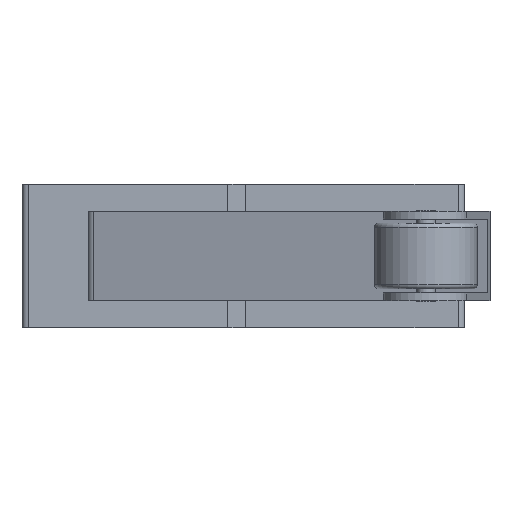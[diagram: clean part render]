
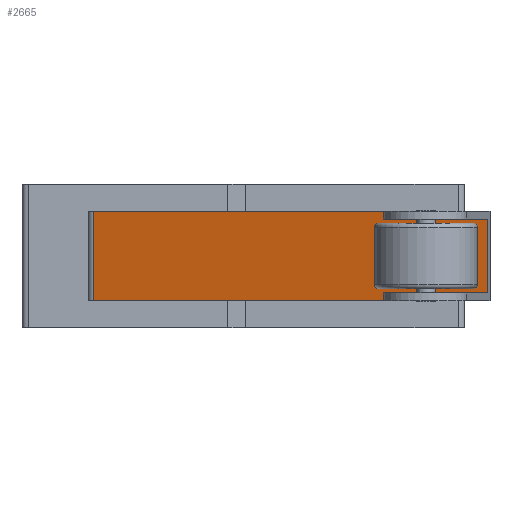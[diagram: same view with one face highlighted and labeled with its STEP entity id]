
A CAD part, left-side view. The second image highlights one B-rep face of the part: STEP entity #2665.
In plain terms, the highlighted planar face has unit normal (-0.966, 0.259, 0).
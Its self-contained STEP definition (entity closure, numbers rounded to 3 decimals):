
#2024 = CYLINDRICAL_SURFACE('',#2025,0.35);
#2025 = AXIS2_PLACEMENT_3D('',#2026,#2027,#2028);
#2026 = CARTESIAN_POINT('',(-7.7,6.6,-2.));
#2027 = DIRECTION('',(-0.,-0.,-1.));
#2028 = DIRECTION('',(1.,0.,0.));
#2052 = PLANE('',#2053);
#2053 = AXIS2_PLACEMENT_3D('',#2054,#2055,#2056);
#2054 = CARTESIAN_POINT('',(-11.254,-2.798,2.));
#2055 = DIRECTION('',(-0.,-0.,-1.));
#2056 = DIRECTION('',(-1.,0.,0.));
#2106 = PLANE('',#2107);
#2107 = AXIS2_PLACEMENT_3D('',#2108,#2109,#2110);
#2108 = CARTESIAN_POINT('',(-11.254,-2.798,-2.));
#2109 = DIRECTION('',(-0.,-0.,-1.));
#2110 = DIRECTION('',(-1.,0.,0.));
#2123 = VERTEX_POINT('',#2124);
#2124 = CARTESIAN_POINT('',(-8.038,6.691,2.));
#2150 = EDGE_CURVE('',#2151,#2123,#2153,.T.);
#2151 = VERTEX_POINT('',#2152);
#2152 = CARTESIAN_POINT('',(-8.038,6.691,-2.));
#2153 = SURFACE_CURVE('',#2154,(#2158,#2165),.PCURVE_S1.);
#2154 = LINE('',#2155,#2156);
#2155 = CARTESIAN_POINT('',(-8.038,6.691,-2.));
#2156 = VECTOR('',#2157,1.);
#2157 = DIRECTION('',(0.,0.,1.));
#2158 = PCURVE('',#2024,#2159);
#2159 = DEFINITIONAL_REPRESENTATION('',(#2160),#2164);
#2160 = LINE('',#2161,#2162);
#2161 = CARTESIAN_POINT('',(-2.879,0.));
#2162 = VECTOR('',#2163,1.);
#2163 = DIRECTION('',(-0.,-1.));
#2164 = ( GEOMETRIC_REPRESENTATION_CONTEXT(2) 
PARAMETRIC_REPRESENTATION_CONTEXT() REPRESENTATION_CONTEXT('2D SPACE',''
  ) );
#2165 = PCURVE('',#2166,#2171);
#2166 = PLANE('',#2167);
#2167 = AXIS2_PLACEMENT_3D('',#2168,#2169,#2170);
#2168 = CARTESIAN_POINT('',(-10.387,-2.065,0.));
#2169 = DIRECTION('',(-0.966,0.259,0.));
#2170 = DIRECTION('',(-0.259,-0.966,0.));
#2171 = DEFINITIONAL_REPRESENTATION('',(#2172),#2176);
#2172 = LINE('',#2173,#2174);
#2173 = CARTESIAN_POINT('',(-9.065,-2.));
#2174 = VECTOR('',#2175,1.);
#2175 = DIRECTION('',(0.,1.));
#2176 = ( GEOMETRIC_REPRESENTATION_CONTEXT(2) 
PARAMETRIC_REPRESENTATION_CONTEXT() REPRESENTATION_CONTEXT('2D SPACE',''
  ) );
#2352 = PLANE('',#2353);
#2353 = AXIS2_PLACEMENT_3D('',#2354,#2355,#2356);
#2354 = CARTESIAN_POINT('',(-12.429,-11.027,-2.));
#2355 = DIRECTION('',(-0.259,-0.966,0.));
#2356 = DIRECTION('',(-0.966,0.259,0.));
#2398 = VERTEX_POINT('',#2399);
#2399 = CARTESIAN_POINT('',(-11.782,-7.266,-2.));
#2413 = PLANE('',#2414);
#2414 = AXIS2_PLACEMENT_3D('',#2415,#2416,#2417);
#2415 = CARTESIAN_POINT('',(-15.308,-6.32,-2.));
#2416 = DIRECTION('',(0.259,0.966,0.));
#2417 = DIRECTION('',(0.966,-0.259,0.));
#2425 = EDGE_CURVE('',#2398,#2151,#2426,.T.);
#2426 = SURFACE_CURVE('',#2427,(#2431,#2438),.PCURVE_S1.);
#2427 = LINE('',#2428,#2429);
#2428 = CARTESIAN_POINT('',(-11.782,-7.266,-2.));
#2429 = VECTOR('',#2430,1.);
#2430 = DIRECTION('',(0.259,0.966,0.));
#2431 = PCURVE('',#2106,#2432);
#2432 = DEFINITIONAL_REPRESENTATION('',(#2433),#2437);
#2433 = LINE('',#2434,#2435);
#2434 = CARTESIAN_POINT('',(0.528,-4.468));
#2435 = VECTOR('',#2436,1.);
#2436 = DIRECTION('',(-0.259,0.966));
#2437 = ( GEOMETRIC_REPRESENTATION_CONTEXT(2) 
PARAMETRIC_REPRESENTATION_CONTEXT() REPRESENTATION_CONTEXT('2D SPACE',''
  ) );
#2438 = PCURVE('',#2166,#2439);
#2439 = DEFINITIONAL_REPRESENTATION('',(#2440),#2444);
#2440 = LINE('',#2441,#2442);
#2441 = CARTESIAN_POINT('',(5.385,-2.));
#2442 = VECTOR('',#2443,1.);
#2443 = DIRECTION('',(-1.,0.));
#2444 = ( GEOMETRIC_REPRESENTATION_CONTEXT(2) 
PARAMETRIC_REPRESENTATION_CONTEXT() REPRESENTATION_CONTEXT('2D SPACE',''
  ) );
#2586 = VERTEX_POINT('',#2587);
#2587 = CARTESIAN_POINT('',(-11.782,-7.266,2.));
#2601 = PLANE('',#2602);
#2602 = AXIS2_PLACEMENT_3D('',#2603,#2604,#2605);
#2603 = CARTESIAN_POINT('',(-15.308,-6.32,-2.));
#2604 = DIRECTION('',(0.259,0.966,0.));
#2605 = DIRECTION('',(0.966,-0.259,0.));
#2613 = EDGE_CURVE('',#2586,#2123,#2614,.T.);
#2614 = SURFACE_CURVE('',#2615,(#2619,#2626),.PCURVE_S1.);
#2615 = LINE('',#2616,#2617);
#2616 = CARTESIAN_POINT('',(-11.782,-7.266,2.));
#2617 = VECTOR('',#2618,1.);
#2618 = DIRECTION('',(0.259,0.966,0.));
#2619 = PCURVE('',#2052,#2620);
#2620 = DEFINITIONAL_REPRESENTATION('',(#2621),#2625);
#2621 = LINE('',#2622,#2623);
#2622 = CARTESIAN_POINT('',(0.528,-4.468));
#2623 = VECTOR('',#2624,1.);
#2624 = DIRECTION('',(-0.259,0.966));
#2625 = ( GEOMETRIC_REPRESENTATION_CONTEXT(2) 
PARAMETRIC_REPRESENTATION_CONTEXT() REPRESENTATION_CONTEXT('2D SPACE',''
  ) );
#2626 = PCURVE('',#2166,#2627);
#2627 = DEFINITIONAL_REPRESENTATION('',(#2628),#2632);
#2628 = LINE('',#2629,#2630);
#2629 = CARTESIAN_POINT('',(5.385,2.));
#2630 = VECTOR('',#2631,1.);
#2631 = DIRECTION('',(-1.,0.));
#2632 = ( GEOMETRIC_REPRESENTATION_CONTEXT(2) 
PARAMETRIC_REPRESENTATION_CONTEXT() REPRESENTATION_CONTEXT('2D SPACE',''
  ) );
#2665 = ADVANCED_FACE('',(#2666),#2166,.T.);
#2666 = FACE_BOUND('',#2667,.T.);
#2667 = EDGE_LOOP('',(#2668,#2669,#2692,#2720,#2743,#2771,#2792,#2793));
#2668 = ORIENTED_EDGE('',*,*,#2425,.F.);
#2669 = ORIENTED_EDGE('',*,*,#2670,.T.);
#2670 = EDGE_CURVE('',#2398,#2671,#2673,.T.);
#2671 = VERTEX_POINT('',#2672);
#2672 = CARTESIAN_POINT('',(-11.782,-7.266,-1.65));
#2673 = SURFACE_CURVE('',#2674,(#2678,#2685),.PCURVE_S1.);
#2674 = LINE('',#2675,#2676);
#2675 = CARTESIAN_POINT('',(-11.782,-7.266,-2.));
#2676 = VECTOR('',#2677,1.);
#2677 = DIRECTION('',(0.,0.,1.));
#2678 = PCURVE('',#2166,#2679);
#2679 = DEFINITIONAL_REPRESENTATION('',(#2680),#2684);
#2680 = LINE('',#2681,#2682);
#2681 = CARTESIAN_POINT('',(5.385,-2.));
#2682 = VECTOR('',#2683,1.);
#2683 = DIRECTION('',(0.,1.));
#2684 = ( GEOMETRIC_REPRESENTATION_CONTEXT(2) 
PARAMETRIC_REPRESENTATION_CONTEXT() REPRESENTATION_CONTEXT('2D SPACE',''
  ) );
#2685 = PCURVE('',#2413,#2686);
#2686 = DEFINITIONAL_REPRESENTATION('',(#2687),#2691);
#2687 = LINE('',#2688,#2689);
#2688 = CARTESIAN_POINT('',(3.65,0.));
#2689 = VECTOR('',#2690,1.);
#2690 = DIRECTION('',(0.,-1.));
#2691 = ( GEOMETRIC_REPRESENTATION_CONTEXT(2) 
PARAMETRIC_REPRESENTATION_CONTEXT() REPRESENTATION_CONTEXT('2D SPACE',''
  ) );
#2692 = ORIENTED_EDGE('',*,*,#2693,.T.);
#2693 = EDGE_CURVE('',#2671,#2694,#2696,.T.);
#2694 = VERTEX_POINT('',#2695);
#2695 = CARTESIAN_POINT('',(-12.767,-10.936,-1.65));
#2696 = SURFACE_CURVE('',#2697,(#2701,#2708),.PCURVE_S1.);
#2697 = LINE('',#2698,#2699);
#2698 = CARTESIAN_POINT('',(-11.692,-6.928,-1.65));
#2699 = VECTOR('',#2700,1.);
#2700 = DIRECTION('',(-0.259,-0.966,0.));
#2701 = PCURVE('',#2166,#2702);
#2702 = DEFINITIONAL_REPRESENTATION('',(#2703),#2707);
#2703 = LINE('',#2704,#2705);
#2704 = CARTESIAN_POINT('',(5.035,-1.65));
#2705 = VECTOR('',#2706,1.);
#2706 = DIRECTION('',(1.,0.));
#2707 = ( GEOMETRIC_REPRESENTATION_CONTEXT(2) 
PARAMETRIC_REPRESENTATION_CONTEXT() REPRESENTATION_CONTEXT('2D SPACE',''
  ) );
#2708 = PCURVE('',#2709,#2714);
#2709 = PLANE('',#2710);
#2710 = AXIS2_PLACEMENT_3D('',#2711,#2712,#2713);
#2711 = CARTESIAN_POINT('',(-15.172,-8.324,-1.65));
#2712 = DIRECTION('',(-0.,-0.,-1.));
#2713 = DIRECTION('',(-1.,0.,0.));
#2714 = DEFINITIONAL_REPRESENTATION('',(#2715),#2719);
#2715 = LINE('',#2716,#2717);
#2716 = CARTESIAN_POINT('',(-3.481,1.396));
#2717 = VECTOR('',#2718,1.);
#2718 = DIRECTION('',(0.259,-0.966));
#2719 = ( GEOMETRIC_REPRESENTATION_CONTEXT(2) 
PARAMETRIC_REPRESENTATION_CONTEXT() REPRESENTATION_CONTEXT('2D SPACE',''
  ) );
#2720 = ORIENTED_EDGE('',*,*,#2721,.F.);
#2721 = EDGE_CURVE('',#2722,#2694,#2724,.T.);
#2722 = VERTEX_POINT('',#2723);
#2723 = CARTESIAN_POINT('',(-12.767,-10.936,1.65));
#2724 = SURFACE_CURVE('',#2725,(#2729,#2736),.PCURVE_S1.);
#2725 = LINE('',#2726,#2727);
#2726 = CARTESIAN_POINT('',(-12.767,-10.936,-0.175));
#2727 = VECTOR('',#2728,1.);
#2728 = DIRECTION('',(0.,0.,-1.));
#2729 = PCURVE('',#2166,#2730);
#2730 = DEFINITIONAL_REPRESENTATION('',(#2731),#2735);
#2731 = LINE('',#2732,#2733);
#2732 = CARTESIAN_POINT('',(9.185,-0.175));
#2733 = VECTOR('',#2734,1.);
#2734 = DIRECTION('',(-0.,-1.));
#2735 = ( GEOMETRIC_REPRESENTATION_CONTEXT(2) 
PARAMETRIC_REPRESENTATION_CONTEXT() REPRESENTATION_CONTEXT('2D SPACE',''
  ) );
#2736 = PCURVE('',#2352,#2737);
#2737 = DEFINITIONAL_REPRESENTATION('',(#2738),#2742);
#2738 = LINE('',#2739,#2740);
#2739 = CARTESIAN_POINT('',(0.35,-1.825));
#2740 = VECTOR('',#2741,1.);
#2741 = DIRECTION('',(0.,1.));
#2742 = ( GEOMETRIC_REPRESENTATION_CONTEXT(2) 
PARAMETRIC_REPRESENTATION_CONTEXT() REPRESENTATION_CONTEXT('2D SPACE',''
  ) );
#2743 = ORIENTED_EDGE('',*,*,#2744,.F.);
#2744 = EDGE_CURVE('',#2745,#2722,#2747,.T.);
#2745 = VERTEX_POINT('',#2746);
#2746 = CARTESIAN_POINT('',(-11.782,-7.266,1.65));
#2747 = SURFACE_CURVE('',#2748,(#2752,#2759),.PCURVE_S1.);
#2748 = LINE('',#2749,#2750);
#2749 = CARTESIAN_POINT('',(-11.692,-6.928,1.65));
#2750 = VECTOR('',#2751,1.);
#2751 = DIRECTION('',(-0.259,-0.966,0.));
#2752 = PCURVE('',#2166,#2753);
#2753 = DEFINITIONAL_REPRESENTATION('',(#2754),#2758);
#2754 = LINE('',#2755,#2756);
#2755 = CARTESIAN_POINT('',(5.035,1.65));
#2756 = VECTOR('',#2757,1.);
#2757 = DIRECTION('',(1.,0.));
#2758 = ( GEOMETRIC_REPRESENTATION_CONTEXT(2) 
PARAMETRIC_REPRESENTATION_CONTEXT() REPRESENTATION_CONTEXT('2D SPACE',''
  ) );
#2759 = PCURVE('',#2760,#2765);
#2760 = PLANE('',#2761);
#2761 = AXIS2_PLACEMENT_3D('',#2762,#2763,#2764);
#2762 = CARTESIAN_POINT('',(-15.172,-8.324,1.65));
#2763 = DIRECTION('',(-0.,-0.,-1.));
#2764 = DIRECTION('',(-1.,0.,0.));
#2765 = DEFINITIONAL_REPRESENTATION('',(#2766),#2770);
#2766 = LINE('',#2767,#2768);
#2767 = CARTESIAN_POINT('',(-3.481,1.396));
#2768 = VECTOR('',#2769,1.);
#2769 = DIRECTION('',(0.259,-0.966));
#2770 = ( GEOMETRIC_REPRESENTATION_CONTEXT(2) 
PARAMETRIC_REPRESENTATION_CONTEXT() REPRESENTATION_CONTEXT('2D SPACE',''
  ) );
#2771 = ORIENTED_EDGE('',*,*,#2772,.T.);
#2772 = EDGE_CURVE('',#2745,#2586,#2773,.T.);
#2773 = SURFACE_CURVE('',#2774,(#2778,#2785),.PCURVE_S1.);
#2774 = LINE('',#2775,#2776);
#2775 = CARTESIAN_POINT('',(-11.782,-7.266,-2.));
#2776 = VECTOR('',#2777,1.);
#2777 = DIRECTION('',(0.,0.,1.));
#2778 = PCURVE('',#2166,#2779);
#2779 = DEFINITIONAL_REPRESENTATION('',(#2780),#2784);
#2780 = LINE('',#2781,#2782);
#2781 = CARTESIAN_POINT('',(5.385,-2.));
#2782 = VECTOR('',#2783,1.);
#2783 = DIRECTION('',(0.,1.));
#2784 = ( GEOMETRIC_REPRESENTATION_CONTEXT(2) 
PARAMETRIC_REPRESENTATION_CONTEXT() REPRESENTATION_CONTEXT('2D SPACE',''
  ) );
#2785 = PCURVE('',#2601,#2786);
#2786 = DEFINITIONAL_REPRESENTATION('',(#2787),#2791);
#2787 = LINE('',#2788,#2789);
#2788 = CARTESIAN_POINT('',(3.65,0.));
#2789 = VECTOR('',#2790,1.);
#2790 = DIRECTION('',(0.,-1.));
#2791 = ( GEOMETRIC_REPRESENTATION_CONTEXT(2) 
PARAMETRIC_REPRESENTATION_CONTEXT() REPRESENTATION_CONTEXT('2D SPACE',''
  ) );
#2792 = ORIENTED_EDGE('',*,*,#2613,.T.);
#2793 = ORIENTED_EDGE('',*,*,#2150,.F.);
